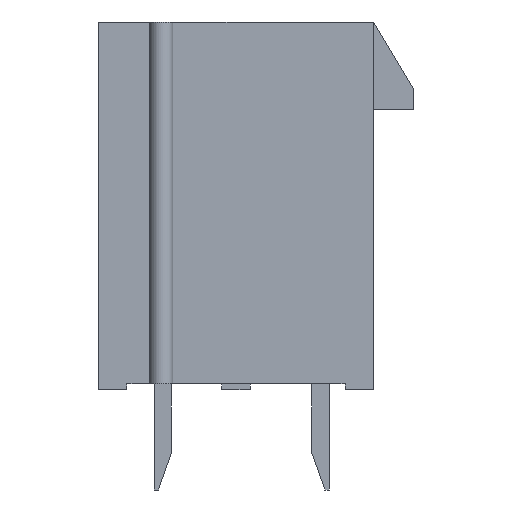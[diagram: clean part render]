
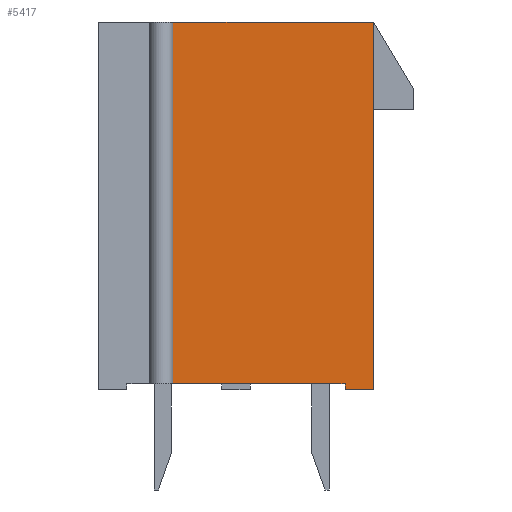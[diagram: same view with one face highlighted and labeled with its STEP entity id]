
A CAD part, left-side view. The second image highlights one B-rep face of the part: STEP entity #5417.
In plain terms, the highlighted planar face has unit normal (-1, 0, 0).
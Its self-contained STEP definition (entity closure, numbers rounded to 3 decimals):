
#606 = PLANE('',#607);
#607 = AXIS2_PLACEMENT_3D('',#608,#609,#610);
#608 = CARTESIAN_POINT('',(2.7,-7.35,12.8));
#609 = DIRECTION('',(0.,0.,1.));
#610 = DIRECTION('',(-1.,0.,0.));
#838 = PLANE('',#839);
#839 = AXIS2_PLACEMENT_3D('',#840,#841,#842);
#840 = CARTESIAN_POINT('',(2.7,-7.35,0.));
#841 = DIRECTION('',(0.,-1.,0.));
#842 = DIRECTION('',(0.,0.,-1.));
#1209 = VERTEX_POINT('',#1210);
#1210 = CARTESIAN_POINT('',(-2.7,-7.35,12.8));
#1231 = EDGE_CURVE('',#1232,#1209,#1234,.T.);
#1232 = VERTEX_POINT('',#1233);
#1233 = CARTESIAN_POINT('',(-2.7,-7.35,0.));
#1234 = SURFACE_CURVE('',#1235,(#1239,#1246),.PCURVE_S1.);
#1235 = LINE('',#1236,#1237);
#1236 = CARTESIAN_POINT('',(-2.7,-7.35,
    0.));
#1237 = VECTOR('',#1238,1.);
#1238 = DIRECTION('',(0.,0.,1.));
#1239 = PCURVE('',#838,#1240);
#1240 = DEFINITIONAL_REPRESENTATION('',(#1241),#1245);
#1241 = LINE('',#1242,#1243);
#1242 = CARTESIAN_POINT('',(0.,-5.4));
#1243 = VECTOR('',#1244,1.);
#1244 = DIRECTION('',(-1.,-0.));
#1245 = ( GEOMETRIC_REPRESENTATION_CONTEXT(2) 
PARAMETRIC_REPRESENTATION_CONTEXT() REPRESENTATION_CONTEXT('2D SPACE',''
  ) );
#1246 = PCURVE('',#1247,#1252);
#1247 = PLANE('',#1248);
#1248 = AXIS2_PLACEMENT_3D('',#1249,#1250,#1251);
#1249 = CARTESIAN_POINT('',(-2.7,-2.55,0.));
#1250 = DIRECTION('',(-1.,0.,0.));
#1251 = DIRECTION('',(0.,0.,1.));
#1252 = DEFINITIONAL_REPRESENTATION('',(#1253),#1257);
#1253 = LINE('',#1254,#1255);
#1254 = CARTESIAN_POINT('',(0.,-4.8));
#1255 = VECTOR('',#1256,1.);
#1256 = DIRECTION('',(1.,0.));
#1257 = ( GEOMETRIC_REPRESENTATION_CONTEXT(2) 
PARAMETRIC_REPRESENTATION_CONTEXT() REPRESENTATION_CONTEXT('2D SPACE',''
  ) );
#1275 = PLANE('',#1276);
#1276 = AXIS2_PLACEMENT_3D('',#1277,#1278,#1279);
#1277 = CARTESIAN_POINT('',(2.7,2.25,0.));
#1278 = DIRECTION('',(0.,0.,-1.));
#1279 = DIRECTION('',(0.,-1.,0.));
#2354 = PLANE('',#2355);
#2355 = AXIS2_PLACEMENT_3D('',#2356,#2357,#2358);
#2356 = CARTESIAN_POINT('',(2.7,-2.55,0.2));
#2357 = DIRECTION('',(0.,0.,-1.));
#2358 = DIRECTION('',(0.,-1.,0.));
#2458 = VERTEX_POINT('',#2459);
#2459 = CARTESIAN_POINT('',(-2.7,-6.35,0.2));
#2473 = PLANE('',#2474);
#2474 = AXIS2_PLACEMENT_3D('',#2475,#2476,#2477);
#2475 = CARTESIAN_POINT('',(1.3,-6.35,0.));
#2476 = DIRECTION('',(0.,-1.,0.));
#2477 = DIRECTION('',(0.,0.,-1.));
#2485 = EDGE_CURVE('',#2458,#2486,#2488,.T.);
#2486 = VERTEX_POINT('',#2487);
#2487 = CARTESIAN_POINT('',(-2.7,-0.35,0.2));
#2488 = SURFACE_CURVE('',#2489,(#2493,#2500),.PCURVE_S1.);
#2489 = LINE('',#2490,#2491);
#2490 = CARTESIAN_POINT('',(-2.7,-6.35,0.2)
  );
#2491 = VECTOR('',#2492,1.);
#2492 = DIRECTION('',(0.,1.,0.));
#2493 = PCURVE('',#2354,#2494);
#2494 = DEFINITIONAL_REPRESENTATION('',(#2495),#2499);
#2495 = LINE('',#2496,#2497);
#2496 = CARTESIAN_POINT('',(3.8,5.4));
#2497 = VECTOR('',#2498,1.);
#2498 = DIRECTION('',(-1.,0.));
#2499 = ( GEOMETRIC_REPRESENTATION_CONTEXT(2) 
PARAMETRIC_REPRESENTATION_CONTEXT() REPRESENTATION_CONTEXT('2D SPACE',''
  ) );
#2500 = PCURVE('',#1247,#2501);
#2501 = DEFINITIONAL_REPRESENTATION('',(#2502),#2506);
#2502 = LINE('',#2503,#2504);
#2503 = CARTESIAN_POINT('',(0.2,-3.8));
#2504 = VECTOR('',#2505,1.);
#2505 = DIRECTION('',(0.,1.));
#2506 = ( GEOMETRIC_REPRESENTATION_CONTEXT(2) 
PARAMETRIC_REPRESENTATION_CONTEXT() REPRESENTATION_CONTEXT('2D SPACE',''
  ) );
#2525 = CYLINDRICAL_SURFACE('',#2526,0.4);
#2526 = AXIS2_PLACEMENT_3D('',#2527,#2528,#2529);
#2527 = CARTESIAN_POINT('',(-2.7,0.05,12.8));
#2528 = DIRECTION('',(0.,0.,1.));
#2529 = DIRECTION('',(-1.,0.,0.));
#4078 = VERTEX_POINT('',#4079);
#4079 = CARTESIAN_POINT('',(-2.7,-0.35,12.8));
#4105 = EDGE_CURVE('',#1209,#4078,#4106,.T.);
#4106 = SURFACE_CURVE('',#4107,(#4111,#4118),.PCURVE_S1.);
#4107 = LINE('',#4108,#4109);
#4108 = CARTESIAN_POINT('',(-2.7,-7.35,12.8
    ));
#4109 = VECTOR('',#4110,1.);
#4110 = DIRECTION('',(0.,1.,0.));
#4111 = PCURVE('',#606,#4112);
#4112 = DEFINITIONAL_REPRESENTATION('',(#4113),#4117);
#4113 = LINE('',#4114,#4115);
#4114 = CARTESIAN_POINT('',(5.4,0.));
#4115 = VECTOR('',#4116,1.);
#4116 = DIRECTION('',(0.,-1.));
#4117 = ( GEOMETRIC_REPRESENTATION_CONTEXT(2) 
PARAMETRIC_REPRESENTATION_CONTEXT() REPRESENTATION_CONTEXT('2D SPACE',''
  ) );
#4118 = PCURVE('',#1247,#4119);
#4119 = DEFINITIONAL_REPRESENTATION('',(#4120),#4124);
#4120 = LINE('',#4121,#4122);
#4121 = CARTESIAN_POINT('',(12.8,-4.8));
#4122 = VECTOR('',#4123,1.);
#4123 = DIRECTION('',(0.,1.));
#4124 = ( GEOMETRIC_REPRESENTATION_CONTEXT(2) 
PARAMETRIC_REPRESENTATION_CONTEXT() REPRESENTATION_CONTEXT('2D SPACE',''
  ) );
#4800 = EDGE_CURVE('',#4078,#2486,#4801,.T.);
#4801 = SURFACE_CURVE('',#4802,(#4806,#4813),.PCURVE_S1.);
#4802 = LINE('',#4803,#4804);
#4803 = CARTESIAN_POINT('',(-2.7,-0.35,12.8
    ));
#4804 = VECTOR('',#4805,1.);
#4805 = DIRECTION('',(0.,0.,-1.));
#4806 = PCURVE('',#2525,#4807);
#4807 = DEFINITIONAL_REPRESENTATION('',(#4808),#4812);
#4808 = LINE('',#4809,#4810);
#4809 = CARTESIAN_POINT('',(7.854,0.));
#4810 = VECTOR('',#4811,1.);
#4811 = DIRECTION('',(0.,-1.));
#4812 = ( GEOMETRIC_REPRESENTATION_CONTEXT(2) 
PARAMETRIC_REPRESENTATION_CONTEXT() REPRESENTATION_CONTEXT('2D SPACE',''
  ) );
#4813 = PCURVE('',#1247,#4814);
#4814 = DEFINITIONAL_REPRESENTATION('',(#4815),#4819);
#4815 = LINE('',#4816,#4817);
#4816 = CARTESIAN_POINT('',(12.8,2.2));
#4817 = VECTOR('',#4818,1.);
#4818 = DIRECTION('',(-1.,0.));
#4819 = ( GEOMETRIC_REPRESENTATION_CONTEXT(2) 
PARAMETRIC_REPRESENTATION_CONTEXT() REPRESENTATION_CONTEXT('2D SPACE',''
  ) );
#5190 = VERTEX_POINT('',#5191);
#5191 = CARTESIAN_POINT('',(-2.7,-6.35,0.));
#5212 = EDGE_CURVE('',#5190,#2458,#5213,.T.);
#5213 = SURFACE_CURVE('',#5214,(#5218,#5225),.PCURVE_S1.);
#5214 = LINE('',#5215,#5216);
#5215 = CARTESIAN_POINT('',(-2.7,-6.35,
    0.));
#5216 = VECTOR('',#5217,1.);
#5217 = DIRECTION('',(0.,0.,1.));
#5218 = PCURVE('',#2473,#5219);
#5219 = DEFINITIONAL_REPRESENTATION('',(#5220),#5224);
#5220 = LINE('',#5221,#5222);
#5221 = CARTESIAN_POINT('',(0.,-4.));
#5222 = VECTOR('',#5223,1.);
#5223 = DIRECTION('',(-1.,-0.));
#5224 = ( GEOMETRIC_REPRESENTATION_CONTEXT(2) 
PARAMETRIC_REPRESENTATION_CONTEXT() REPRESENTATION_CONTEXT('2D SPACE',''
  ) );
#5225 = PCURVE('',#1247,#5226);
#5226 = DEFINITIONAL_REPRESENTATION('',(#5227),#5231);
#5227 = LINE('',#5228,#5229);
#5228 = CARTESIAN_POINT('',(0.,-3.8));
#5229 = VECTOR('',#5230,1.);
#5230 = DIRECTION('',(1.,0.));
#5231 = ( GEOMETRIC_REPRESENTATION_CONTEXT(2) 
PARAMETRIC_REPRESENTATION_CONTEXT() REPRESENTATION_CONTEXT('2D SPACE',''
  ) );
#5394 = EDGE_CURVE('',#5190,#1232,#5395,.T.);
#5395 = SURFACE_CURVE('',#5396,(#5400,#5407),.PCURVE_S1.);
#5396 = LINE('',#5397,#5398);
#5397 = CARTESIAN_POINT('',(-2.7,-6.35,
    0.));
#5398 = VECTOR('',#5399,1.);
#5399 = DIRECTION('',(0.,-1.,0.));
#5400 = PCURVE('',#1275,#5401);
#5401 = DEFINITIONAL_REPRESENTATION('',(#5402),#5406);
#5402 = LINE('',#5403,#5404);
#5403 = CARTESIAN_POINT('',(8.6,5.4));
#5404 = VECTOR('',#5405,1.);
#5405 = DIRECTION('',(1.,0.));
#5406 = ( GEOMETRIC_REPRESENTATION_CONTEXT(2) 
PARAMETRIC_REPRESENTATION_CONTEXT() REPRESENTATION_CONTEXT('2D SPACE',''
  ) );
#5407 = PCURVE('',#1247,#5408);
#5408 = DEFINITIONAL_REPRESENTATION('',(#5409),#5413);
#5409 = LINE('',#5410,#5411);
#5410 = CARTESIAN_POINT('',(0.,-3.8));
#5411 = VECTOR('',#5412,1.);
#5412 = DIRECTION('',(0.,-1.));
#5413 = ( GEOMETRIC_REPRESENTATION_CONTEXT(2) 
PARAMETRIC_REPRESENTATION_CONTEXT() REPRESENTATION_CONTEXT('2D SPACE',''
  ) );
#5417 = ADVANCED_FACE('',(#5418),#1247,.T.);
#5418 = FACE_BOUND('',#5419,.T.);
#5419 = EDGE_LOOP('',(#5420,#5421,#5422,#5423,#5424,#5425));
#5420 = ORIENTED_EDGE('',*,*,#2485,.F.);
#5421 = ORIENTED_EDGE('',*,*,#5212,.F.);
#5422 = ORIENTED_EDGE('',*,*,#5394,.T.);
#5423 = ORIENTED_EDGE('',*,*,#1231,.T.);
#5424 = ORIENTED_EDGE('',*,*,#4105,.T.);
#5425 = ORIENTED_EDGE('',*,*,#4800,.T.);
